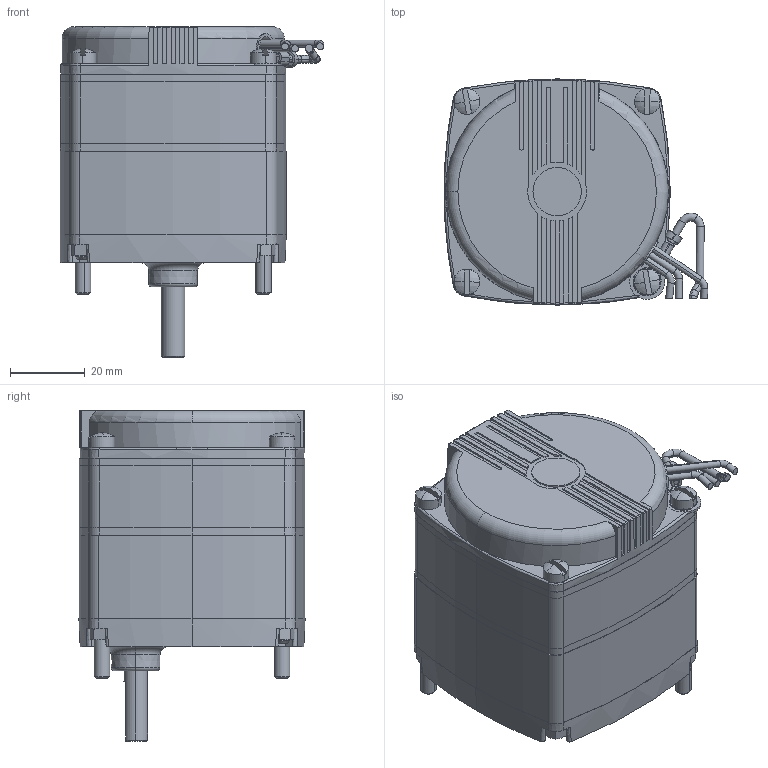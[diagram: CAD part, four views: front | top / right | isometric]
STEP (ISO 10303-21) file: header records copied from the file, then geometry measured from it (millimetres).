
FILE_DESCRIPTION (( 'STEP AP203' ), '1' );
FILE_NAME ('INFM0085.STEP', '2015-09-23T15:24:12', ( 'admin' ), ( '' ), 'SwSTEP 2.0', 'SolidWorks 2014', '' );
FILE_SCHEMA (( 'CONFIG_CONTROL_DESIGN' ));
Length unit declared in the file: inch
Products named in the file (1): INFM0085
Bounding box: 70.67 x 60.56 x 88.57 mm (x, y, z)
Volume: 210146.4 mm3; surface area: 49364.3 mm2
Topology: 18 solids, 18 shells, 613 faces, 1523 edges, 928 vertices
Faces by surface type: plane 215, cylinder 169, cone 99, bspline 89, torus 25, sphere 16
Entity records: 20373 total; most frequent: CARTESIAN_POINT 6542, ORIENTED_EDGE 2998, DIRECTION 2674, EDGE_CURVE 1499, AXIS2_PLACEMENT_3D 1062, VERTEX_POINT 928, EDGE_LOOP 665, FACE_OUTER_BOUND 613
